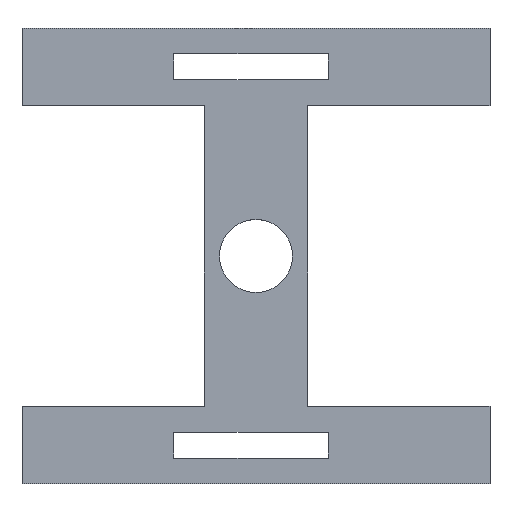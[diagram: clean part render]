
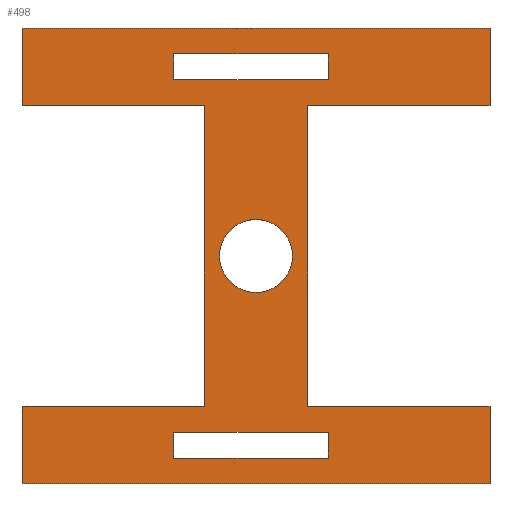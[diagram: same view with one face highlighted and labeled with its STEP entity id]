
A CAD part, top view. The second image highlights one B-rep face of the part: STEP entity #498.
In plain terms, the highlighted planar face has unit normal (0, 0, 1).
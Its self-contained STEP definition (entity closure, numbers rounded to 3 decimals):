
#16=CIRCLE('',#540,4.25);
#43=ORIENTED_EDGE('',*,*,#183,.F.);
#44=ORIENTED_EDGE('',*,*,#184,.F.);
#45=ORIENTED_EDGE('',*,*,#185,.F.);
#46=ORIENTED_EDGE('',*,*,#186,.T.);
#47=ORIENTED_EDGE('',*,*,#187,.T.);
#48=ORIENTED_EDGE('',*,*,#188,.T.);
#49=ORIENTED_EDGE('',*,*,#189,.F.);
#50=ORIENTED_EDGE('',*,*,#190,.F.);
#51=ORIENTED_EDGE('',*,*,#191,.T.);
#52=ORIENTED_EDGE('',*,*,#192,.T.);
#53=ORIENTED_EDGE('',*,*,#193,.F.);
#54=ORIENTED_EDGE('',*,*,#194,.F.);
#55=ORIENTED_EDGE('',*,*,#195,.T.);
#56=ORIENTED_EDGE('',*,*,#196,.T.);
#57=ORIENTED_EDGE('',*,*,#197,.T.);
#58=ORIENTED_EDGE('',*,*,#198,.F.);
#59=ORIENTED_EDGE('',*,*,#199,.F.);
#60=ORIENTED_EDGE('',*,*,#200,.F.);
#61=ORIENTED_EDGE('',*,*,#201,.T.);
#62=ORIENTED_EDGE('',*,*,#202,.T.);
#63=ORIENTED_EDGE('',*,*,#203,.F.);
#183=EDGE_CURVE('',#252,#252,#16,.T.);
#184=EDGE_CURVE('',#253,#254,#298,.T.);
#185=EDGE_CURVE('',#255,#253,#299,.T.);
#186=EDGE_CURVE('',#255,#256,#300,.T.);
#187=EDGE_CURVE('',#256,#257,#301,.T.);
#188=EDGE_CURVE('',#257,#258,#302,.T.);
#189=EDGE_CURVE('',#259,#258,#303,.T.);
#190=EDGE_CURVE('',#260,#259,#304,.T.);
#191=EDGE_CURVE('',#260,#261,#305,.T.);
#192=EDGE_CURVE('',#261,#262,#306,.T.);
#193=EDGE_CURVE('',#263,#262,#307,.T.);
#194=EDGE_CURVE('',#264,#263,#308,.T.);
#195=EDGE_CURVE('',#264,#254,#309,.T.);
#196=EDGE_CURVE('',#265,#266,#310,.T.);
#197=EDGE_CURVE('',#266,#267,#311,.T.);
#198=EDGE_CURVE('',#268,#267,#312,.T.);
#199=EDGE_CURVE('',#265,#268,#313,.T.);
#200=EDGE_CURVE('',#269,#270,#314,.T.);
#201=EDGE_CURVE('',#269,#271,#315,.T.);
#202=EDGE_CURVE('',#271,#272,#316,.T.);
#203=EDGE_CURVE('',#270,#272,#317,.T.);
#252=VERTEX_POINT('',#747);
#253=VERTEX_POINT('',#749);
#254=VERTEX_POINT('',#750);
#255=VERTEX_POINT('',#752);
#256=VERTEX_POINT('',#754);
#257=VERTEX_POINT('',#756);
#258=VERTEX_POINT('',#758);
#259=VERTEX_POINT('',#760);
#260=VERTEX_POINT('',#762);
#261=VERTEX_POINT('',#764);
#262=VERTEX_POINT('',#766);
#263=VERTEX_POINT('',#768);
#264=VERTEX_POINT('',#770);
#265=VERTEX_POINT('',#773);
#266=VERTEX_POINT('',#774);
#267=VERTEX_POINT('',#776);
#268=VERTEX_POINT('',#778);
#269=VERTEX_POINT('',#781);
#270=VERTEX_POINT('',#782);
#271=VERTEX_POINT('',#784);
#272=VERTEX_POINT('',#786);
#298=LINE('',#748,#363);
#299=LINE('',#751,#364);
#300=LINE('',#753,#365);
#301=LINE('',#755,#366);
#302=LINE('',#757,#367);
#303=LINE('',#759,#368);
#304=LINE('',#761,#369);
#305=LINE('',#763,#370);
#306=LINE('',#765,#371);
#307=LINE('',#767,#372);
#308=LINE('',#769,#373);
#309=LINE('',#771,#374);
#310=LINE('',#772,#375);
#311=LINE('',#775,#376);
#312=LINE('',#777,#377);
#313=LINE('',#779,#378);
#314=LINE('',#780,#379);
#315=LINE('',#783,#380);
#316=LINE('',#785,#381);
#317=LINE('',#787,#382);
#363=VECTOR('',#602,1000.);
#364=VECTOR('',#603,1000.);
#365=VECTOR('',#604,1000.);
#366=VECTOR('',#605,1000.);
#367=VECTOR('',#606,1000.);
#368=VECTOR('',#607,1000.);
#369=VECTOR('',#608,1000.);
#370=VECTOR('',#609,1000.);
#371=VECTOR('',#610,1000.);
#372=VECTOR('',#611,1000.);
#373=VECTOR('',#612,1000.);
#374=VECTOR('',#613,1000.);
#375=VECTOR('',#614,1000.);
#376=VECTOR('',#615,1000.);
#377=VECTOR('',#616,1000.);
#378=VECTOR('',#617,1000.);
#379=VECTOR('',#618,1000.);
#380=VECTOR('',#619,1000.);
#381=VECTOR('',#620,1000.);
#382=VECTOR('',#621,1000.);
#410=EDGE_LOOP('',(#43));
#411=EDGE_LOOP('',(#44,#45,#46,#47,#48,#49,#50,#51,#52,#53,#54,#55));
#412=EDGE_LOOP('',(#56,#57,#58,#59));
#413=EDGE_LOOP('',(#60,#61,#62,#63));
#443=FACE_BOUND('',#410,.T.);
#444=FACE_BOUND('',#411,.T.);
#445=FACE_BOUND('',#412,.T.);
#446=FACE_BOUND('',#413,.T.);
#474=PLANE('',#539);
#498=ADVANCED_FACE('',(#443,#444,#445,#446),#474,.T.);
#539=AXIS2_PLACEMENT_3D('',#745,#598,#599);
#540=AXIS2_PLACEMENT_3D('',#746,#600,#601);
#598=DIRECTION('',(0.,0.,1.));
#599=DIRECTION('',(1.,0.,0.));
#600=DIRECTION('',(0.,0.,1.));
#601=DIRECTION('',(1.,0.,0.));
#602=DIRECTION('',(0.,1.,0.));
#603=DIRECTION('',(-1.,0.,0.));
#604=DIRECTION('',(0.,1.,0.));
#605=DIRECTION('',(-1.,0.,0.));
#606=DIRECTION('',(0.,1.,0.));
#607=DIRECTION('',(-1.,0.,0.));
#608=DIRECTION('',(0.,-1.,0.));
#609=DIRECTION('',(-1.,0.,0.));
#610=DIRECTION('',(0.,-1.,0.));
#611=DIRECTION('',(-1.,0.,0.));
#612=DIRECTION('',(0.,1.,0.));
#613=DIRECTION('',(-1.,0.,0.));
#614=DIRECTION('',(1.,0.,0.));
#615=DIRECTION('',(0.,-1.,0.));
#616=DIRECTION('',(1.,0.,0.));
#617=DIRECTION('',(0.,-1.,0.));
#618=DIRECTION('',(1.,0.,0.));
#619=DIRECTION('',(0.,1.,0.));
#620=DIRECTION('',(1.,0.,0.));
#621=DIRECTION('',(0.,1.,0.));
#745=CARTESIAN_POINT('',(27.25,-28.,25.));
#746=CARTESIAN_POINT('',(0.,-6.,25.));
#747=CARTESIAN_POINT('',(4.25,-6.,25.));
#748=CARTESIAN_POINT('',(-27.25,-28.,25.));
#749=CARTESIAN_POINT('',(-27.25,-32.5,25.));
#750=CARTESIAN_POINT('',(-27.25,-23.5,25.));
#751=CARTESIAN_POINT('',(27.25,-32.5,25.));
#752=CARTESIAN_POINT('',(27.25,-32.5,25.));
#753=CARTESIAN_POINT('',(27.25,-28.,25.));
#754=CARTESIAN_POINT('',(27.25,-23.5,25.));
#755=CARTESIAN_POINT('',(27.25,-23.5,25.));
#756=CARTESIAN_POINT('',(6.,-23.5,25.));
#757=CARTESIAN_POINT('',(6.,-23.5,25.));
#758=CARTESIAN_POINT('',(6.,11.5,25.));
#759=CARTESIAN_POINT('',(27.25,11.5,25.));
#760=CARTESIAN_POINT('',(27.25,11.5,25.));
#761=CARTESIAN_POINT('',(27.25,16.,25.));
#762=CARTESIAN_POINT('',(27.25,20.5,25.));
#763=CARTESIAN_POINT('',(27.25,20.5,25.));
#764=CARTESIAN_POINT('',(-27.25,20.5,25.));
#765=CARTESIAN_POINT('',(-27.25,16.,25.));
#766=CARTESIAN_POINT('',(-27.25,11.5,25.));
#767=CARTESIAN_POINT('',(27.25,11.5,25.));
#768=CARTESIAN_POINT('',(-6.,11.5,25.));
#769=CARTESIAN_POINT('',(-6.,-23.5,25.));
#770=CARTESIAN_POINT('',(-6.,-23.5,25.));
#771=CARTESIAN_POINT('',(27.25,-23.5,25.));
#772=CARTESIAN_POINT('',(-0.577,17.544,25.));
#773=CARTESIAN_POINT('',(-9.577,17.544,25.));
#774=CARTESIAN_POINT('',(8.423,17.544,25.));
#775=CARTESIAN_POINT('',(8.423,16.044,25.));
#776=CARTESIAN_POINT('',(8.423,14.544,25.));
#777=CARTESIAN_POINT('',(-0.577,14.544,25.));
#778=CARTESIAN_POINT('',(-9.577,14.544,25.));
#779=CARTESIAN_POINT('',(-9.577,16.044,25.));
#780=CARTESIAN_POINT('',(-0.577,-29.544,25.));
#781=CARTESIAN_POINT('',(-9.577,-29.544,25.));
#782=CARTESIAN_POINT('',(8.423,-29.544,25.));
#783=CARTESIAN_POINT('',(-9.577,-28.044,25.));
#784=CARTESIAN_POINT('',(-9.577,-26.544,25.));
#785=CARTESIAN_POINT('',(-0.577,-26.544,25.));
#786=CARTESIAN_POINT('',(8.423,-26.544,25.));
#787=CARTESIAN_POINT('',(8.423,-28.044,25.));
